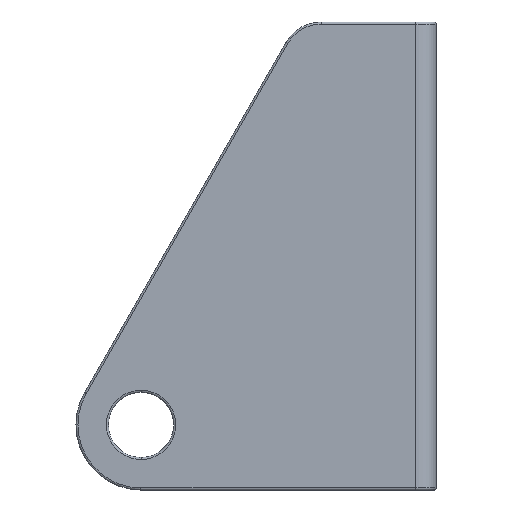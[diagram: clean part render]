
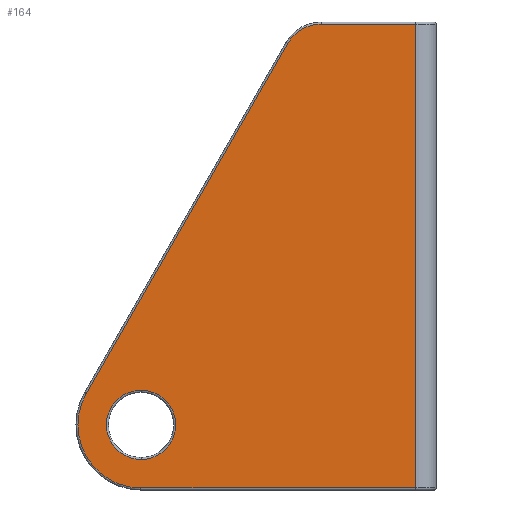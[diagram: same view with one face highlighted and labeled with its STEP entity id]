
A CAD part, left-side view. The second image highlights one B-rep face of the part: STEP entity #164.
In plain terms, the highlighted planar face has unit normal (-1, 0, 0).
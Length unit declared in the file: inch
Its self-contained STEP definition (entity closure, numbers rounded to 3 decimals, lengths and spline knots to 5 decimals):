
#19 = ORIENTED_EDGE ( 'NONE', *, *, #1211, .T. ) ;
#23 = CARTESIAN_POINT ( 'NONE',  ( -1.88144, 0.29688, -0.01 ) ) ;
#97 = VERTEX_POINT ( 'NONE', #2331 ) ;
#139 = CARTESIAN_POINT ( 'NONE',  ( -1.88144, 1.45125, -1.8254 ) ) ;
#146 = ORIENTED_EDGE ( 'NONE', *, *, #421, .T. ) ;
#148 = AXIS2_PLACEMENT_3D ( 'NONE', #1841, #896, #2179 ) ;
#150 = LINE ( 'NONE', #980, #414 ) ;
#164 = ADVANCED_FACE ( 'NONE', ( #1857, #500 ), #2135, .T. ) ;
#208 = EDGE_CURVE ( 'NONE', #2155, #97, #2183, .T. ) ;
#209 = DIRECTION ( 'NONE',  ( 0., -1., 0. ) ) ;
#253 = CARTESIAN_POINT ( 'NONE',  ( -1.88144, 1.18255, -1.98 ) ) ;
#320 = CARTESIAN_POINT ( 'NONE',  ( -1.88144, 0.29688, -0.2 ) ) ;
#348 = CIRCLE ( 'NONE', #1302, 0.19 ) ;
#414 = VECTOR ( 'NONE', #209, 39.37008 ) ;
#421 = EDGE_CURVE ( 'NONE', #1880, #2024, #1464, .T. ) ;
#448 = DIRECTION ( 'NONE',  ( -1., 0., 0. ) ) ;
#451 = EDGE_CURVE ( 'NONE', #2024, #2066, #1795, .T. ) ;
#500 = FACE_OUTER_BOUND ( 'NONE', #513, .T. ) ;
#513 = EDGE_LOOP ( 'NONE', ( #146, #1643, #1115, #1976, #1506, #1512 ) ) ;
#522 = CARTESIAN_POINT ( 'NONE',  ( -1.88144, 1.18255, -1.98 ) ) ;
#538 = DIRECTION ( 'NONE',  ( 0., 0.499, -0.867 ) ) ;
#553 = VECTOR ( 'NONE', #538, 39.37008 ) ;
#627 = EDGE_CURVE ( 'NONE', #1943, #1880, #150, .T. ) ;
#636 = DIRECTION ( 'NONE',  ( -1., 0., 0. ) ) ;
#669 = DIRECTION ( 'NONE',  ( 0., 1., 0. ) ) ;
#677 = CARTESIAN_POINT ( 'NONE',  ( -1.88144, 1.18255, -2.15 ) ) ;
#732 = CARTESIAN_POINT ( 'NONE',  ( -1.88144, 1.18355, -2.29 ) ) ;
#765 = CIRCLE ( 'NONE', #1741, 0.31 ) ;
#776 = EDGE_CURVE ( 'NONE', #1174, #1943, #765, .T. ) ;
#788 = CARTESIAN_POINT ( 'NONE',  ( -1.88144, 1.45125, -1.8254 ) ) ;
#836 = AXIS2_PLACEMENT_3D ( 'NONE', #1552, #636, #1043 ) ;
#874 = CARTESIAN_POINT ( 'NONE',  ( -1.88144, 1.66255, -0.01 ) ) ;
#896 = DIRECTION ( 'NONE',  ( 1., 0., 0. ) ) ;
#980 = CARTESIAN_POINT ( 'NONE',  ( -1.88144, -0.16745, -2.29 ) ) ;
#1005 = EDGE_CURVE ( 'NONE', #2066, #1958, #348, .T. ) ;
#1043 = DIRECTION ( 'NONE',  ( 0., 0., 1. ) ) ;
#1115 = ORIENTED_EDGE ( 'NONE', *, *, #1005, .T. ) ;
#1120 = ORIENTED_EDGE ( 'NONE', *, *, #208, .T. ) ;
#1138 = AXIS2_PLACEMENT_3D ( 'NONE', #522, #1281, #1646 ) ;
#1174 = VERTEX_POINT ( 'NONE', #788 ) ;
#1211 = EDGE_CURVE ( 'NONE', #97, #2155, #1511, .T. ) ;
#1274 = EDGE_CURVE ( 'NONE', #1958, #1174, #1535, .T. ) ;
#1281 = DIRECTION ( 'NONE',  ( 1., 0., 0. ) ) ;
#1302 = AXIS2_PLACEMENT_3D ( 'NONE', #320, #1435, #1631 ) ;
#1398 = CARTESIAN_POINT ( 'NONE',  ( -1.88144, -0.16745, -2.3 ) ) ;
#1435 = DIRECTION ( 'NONE',  ( -1., 0., 0. ) ) ;
#1464 = LINE ( 'NONE', #1398, #1579 ) ;
#1498 = CARTESIAN_POINT ( 'NONE',  ( -1.88144, -0.16745, -0.01 ) ) ;
#1506 = ORIENTED_EDGE ( 'NONE', *, *, #776, .T. ) ;
#1511 = CIRCLE ( 'NONE', #148, 0.17 ) ;
#1512 = ORIENTED_EDGE ( 'NONE', *, *, #627, .T. ) ;
#1535 = LINE ( 'NONE', #139, #553 ) ;
#1552 = CARTESIAN_POINT ( 'NONE',  ( -1.88144, 1.66255, -2.3 ) ) ;
#1579 = VECTOR ( 'NONE', #1805, 39.37008 ) ;
#1631 = DIRECTION ( 'NONE',  ( 0., 0., 1. ) ) ;
#1643 = ORIENTED_EDGE ( 'NONE', *, *, #451, .T. ) ;
#1646 = DIRECTION ( 'NONE',  ( 0., 0., 1. ) ) ;
#1741 = AXIS2_PLACEMENT_3D ( 'NONE', #253, #448, #1944 ) ;
#1775 = EDGE_LOOP ( 'NONE', ( #19, #1120 ) ) ;
#1795 = LINE ( 'NONE', #874, #2125 ) ;
#1805 = DIRECTION ( 'NONE',  ( 0., 0., 1. ) ) ;
#1841 = CARTESIAN_POINT ( 'NONE',  ( -1.88144, 1.18255, -1.98 ) ) ;
#1857 = FACE_BOUND ( 'NONE', #1775, .T. ) ;
#1880 = VERTEX_POINT ( 'NONE', #2012 ) ;
#1897 = CARTESIAN_POINT ( 'NONE',  ( -1.88144, 0.46156, -0.10525 ) ) ;
#1943 = VERTEX_POINT ( 'NONE', #732 ) ;
#1944 = DIRECTION ( 'NONE',  ( 0., 0., 1. ) ) ;
#1958 = VERTEX_POINT ( 'NONE', #1897 ) ;
#1976 = ORIENTED_EDGE ( 'NONE', *, *, #1274, .T. ) ;
#2012 = CARTESIAN_POINT ( 'NONE',  ( -1.88144, -0.16745, -2.29 ) ) ;
#2024 = VERTEX_POINT ( 'NONE', #1498 ) ;
#2066 = VERTEX_POINT ( 'NONE', #23 ) ;
#2125 = VECTOR ( 'NONE', #669, 39.37008 ) ;
#2135 = PLANE ( 'NONE',  #836 ) ;
#2155 = VERTEX_POINT ( 'NONE', #677 ) ;
#2179 = DIRECTION ( 'NONE',  ( 0., 0., 1. ) ) ;
#2183 = CIRCLE ( 'NONE', #1138, 0.17 ) ;
#2331 = CARTESIAN_POINT ( 'NONE',  ( -1.88144, 1.18255, -1.81 ) ) ;
